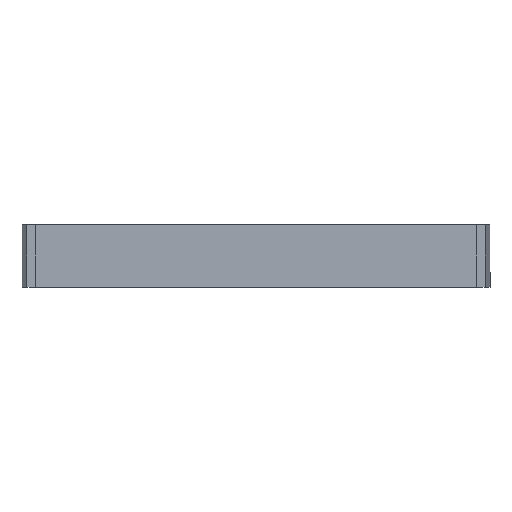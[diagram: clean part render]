
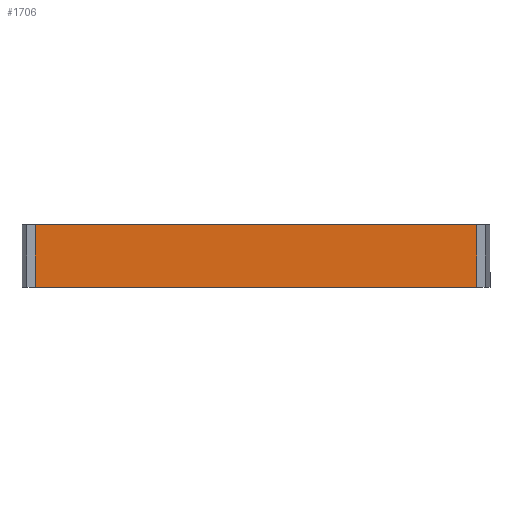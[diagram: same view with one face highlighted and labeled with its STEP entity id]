
A CAD part, left-side view. The second image highlights one B-rep face of the part: STEP entity #1706.
In plain terms, the highlighted planar face has unit normal (-1, 0, 0).
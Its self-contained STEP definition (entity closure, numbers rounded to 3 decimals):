
#77 = VERTEX_POINT ( 'NONE', #1842 ) ;
#127 = ORIENTED_EDGE ( 'NONE', *, *, #1822, .T. ) ;
#332 = CARTESIAN_POINT ( 'NONE',  ( -80.9, 131.6, 37.3 ) ) ;
#353 = DIRECTION ( 'NONE',  ( 0., -1., 0. ) ) ;
#449 = DIRECTION ( 'NONE',  ( 0., 0., 1. ) ) ;
#578 = DIRECTION ( 'NONE',  ( 0., 0., -1. ) ) ;
#841 = FACE_OUTER_BOUND ( 'NONE', #2828, .T. ) ;
#892 = CARTESIAN_POINT ( 'NONE',  ( -80.9, 131.6, 0. ) ) ;
#1045 = CARTESIAN_POINT ( 'NONE',  ( -80.9, -131.6, 0. ) ) ;
#1076 = CARTESIAN_POINT ( 'NONE',  ( -80.9, 131.6, 37.3 ) ) ;
#1407 = LINE ( 'NONE', #892, #3194 ) ;
#1561 = VECTOR ( 'NONE', #3968, 1000. ) ;
#1706 = ADVANCED_FACE ( 'NONE', ( #841 ), #3349, .T. ) ;
#1822 = EDGE_CURVE ( 'NONE', #2483, #3536, #1407, .T. ) ;
#1834 = CARTESIAN_POINT ( 'NONE',  ( -80.9, 0., 0. ) ) ;
#1838 = LINE ( 'NONE', #1834, #1956 ) ;
#1842 = CARTESIAN_POINT ( 'NONE',  ( -80.9, -131.6, 37.3 ) ) ;
#1846 = CARTESIAN_POINT ( 'NONE',  ( -80.9, -131.6, 0. ) ) ;
#1935 = DIRECTION ( 'NONE',  ( -1., 0., 0. ) ) ;
#1956 = VECTOR ( 'NONE', #353, 1000. ) ;
#2197 = AXIS2_PLACEMENT_3D ( 'NONE', #4082, #1935, #449 ) ;
#2207 = VERTEX_POINT ( 'NONE', #1846 ) ;
#2391 = CARTESIAN_POINT ( 'NONE',  ( -80.9, 131.6, 0. ) ) ;
#2458 = ORIENTED_EDGE ( 'NONE', *, *, #4029, .F. ) ;
#2483 = VERTEX_POINT ( 'NONE', #332 ) ;
#2485 = LINE ( 'NONE', #1045, #2716 ) ;
#2496 = LINE ( 'NONE', #1076, #1561 ) ;
#2591 = EDGE_CURVE ( 'NONE', #3536, #2207, #1838, .T. ) ;
#2642 = EDGE_CURVE ( 'NONE', #77, #2483, #2496, .T. ) ;
#2716 = VECTOR ( 'NONE', #4307, 1000. ) ;
#2828 = EDGE_LOOP ( 'NONE', ( #127, #4570, #2458, #2873 ) ) ;
#2873 = ORIENTED_EDGE ( 'NONE', *, *, #2642, .T. ) ;
#3194 = VECTOR ( 'NONE', #578, 1000. ) ;
#3349 = PLANE ( 'NONE',  #2197 ) ;
#3536 = VERTEX_POINT ( 'NONE', #2391 ) ;
#3968 = DIRECTION ( 'NONE',  ( 0., 1., 0. ) ) ;
#4029 = EDGE_CURVE ( 'NONE', #77, #2207, #2485, .T. ) ;
#4082 = CARTESIAN_POINT ( 'NONE',  ( -80.9, 131.6, 0. ) ) ;
#4307 = DIRECTION ( 'NONE',  ( 0., 0., -1. ) ) ;
#4570 = ORIENTED_EDGE ( 'NONE', *, *, #2591, .T. ) ;
